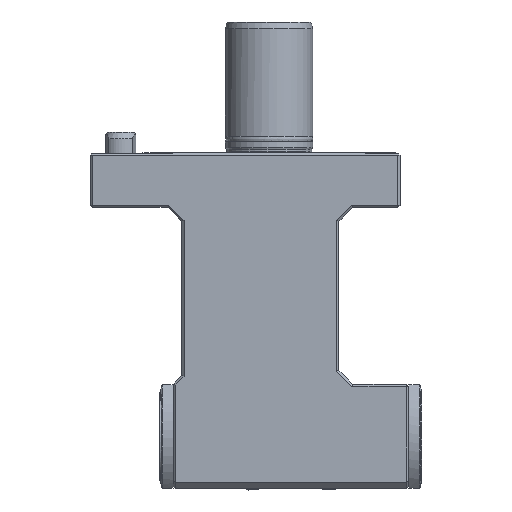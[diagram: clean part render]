
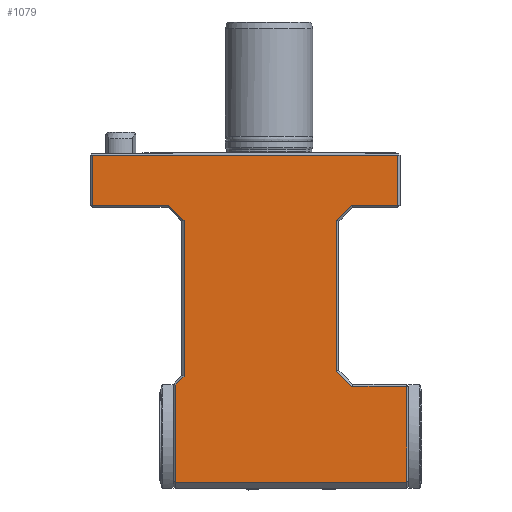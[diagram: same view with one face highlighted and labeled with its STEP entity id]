
A CAD part, front view. The second image highlights one B-rep face of the part: STEP entity #1079.
In plain terms, the highlighted planar face has unit normal (0, -1, 0).
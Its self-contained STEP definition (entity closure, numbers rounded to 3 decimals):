
#161=LINE('',#6403,#412);
#173=LINE('',#6425,#424);
#185=LINE('',#6448,#436);
#212=LINE('',#6520,#463);
#236=LINE('',#6573,#487);
#237=LINE('',#6575,#488);
#238=LINE('',#6577,#489);
#239=LINE('',#6579,#490);
#240=LINE('',#6581,#491);
#241=LINE('',#6583,#492);
#242=LINE('',#6585,#493);
#243=LINE('',#6586,#494);
#244=LINE('',#6588,#495);
#245=LINE('',#6590,#496);
#246=LINE('',#6592,#497);
#412=VECTOR('',#3740,1.);
#424=VECTOR('',#3762,1.);
#436=VECTOR('',#3786,1.);
#463=VECTOR('',#3851,1.);
#487=VECTOR('',#3897,1.);
#488=VECTOR('',#3900,1.);
#489=VECTOR('',#3901,1.);
#490=VECTOR('',#3902,1.);
#491=VECTOR('',#3903,1.);
#492=VECTOR('',#3904,1.);
#493=VECTOR('',#3905,1.);
#494=VECTOR('',#3906,1.);
#495=VECTOR('',#3907,1.);
#496=VECTOR('',#3908,1.);
#497=VECTOR('',#3909,1.);
#748=PLANE('',#3338);
#896=FACE_OUTER_BOUND('',#1459,.T.);
#1079=ADVANCED_FACE('',(#896),#748,.F.);
#1459=EDGE_LOOP('',(#1984,#1985,#1986,#1987,#1988,#1989,#1990,#1991,#1992,
#1993,#1994,#1995,#1996,#1997,#1998));
#1984=ORIENTED_EDGE('',*,*,#2830,.T.);
#1985=ORIENTED_EDGE('',*,*,#2854,.T.);
#1986=ORIENTED_EDGE('',*,*,#2917,.T.);
#1987=ORIENTED_EDGE('',*,*,#2918,.T.);
#1988=ORIENTED_EDGE('',*,*,#2919,.T.);
#1989=ORIENTED_EDGE('',*,*,#2920,.T.);
#1990=ORIENTED_EDGE('',*,*,#2921,.T.);
#1991=ORIENTED_EDGE('',*,*,#2922,.T.);
#1992=ORIENTED_EDGE('',*,*,#2889,.T.);
#1993=ORIENTED_EDGE('',*,*,#2916,.T.);
#1994=ORIENTED_EDGE('',*,*,#2923,.T.);
#1995=ORIENTED_EDGE('',*,*,#2924,.T.);
#1996=ORIENTED_EDGE('',*,*,#2925,.T.);
#1997=ORIENTED_EDGE('',*,*,#2926,.T.);
#1998=ORIENTED_EDGE('',*,*,#2842,.T.);
#2522=VERTEX_POINT('',#6404);
#2523=VERTEX_POINT('',#6405);
#2526=VERTEX_POINT('',#6424);
#2531=VERTEX_POINT('',#6447);
#2555=VERTEX_POINT('',#6513);
#2558=VERTEX_POINT('',#6521);
#2575=VERTEX_POINT('',#6572);
#2576=VERTEX_POINT('',#6576);
#2577=VERTEX_POINT('',#6578);
#2578=VERTEX_POINT('',#6580);
#2579=VERTEX_POINT('',#6582);
#2580=VERTEX_POINT('',#6584);
#2581=VERTEX_POINT('',#6587);
#2582=VERTEX_POINT('',#6589);
#2583=VERTEX_POINT('',#6591);
#2830=EDGE_CURVE('',#2522,#2523,#161,.T.);
#2842=EDGE_CURVE('',#2526,#2522,#173,.T.);
#2854=EDGE_CURVE('',#2523,#2531,#185,.T.);
#2889=EDGE_CURVE('',#2558,#2555,#212,.T.);
#2916=EDGE_CURVE('',#2555,#2575,#236,.T.);
#2917=EDGE_CURVE('',#2531,#2576,#237,.T.);
#2918=EDGE_CURVE('',#2576,#2577,#238,.T.);
#2919=EDGE_CURVE('',#2577,#2578,#239,.T.);
#2920=EDGE_CURVE('',#2578,#2579,#240,.T.);
#2921=EDGE_CURVE('',#2579,#2580,#241,.T.);
#2922=EDGE_CURVE('',#2580,#2558,#242,.T.);
#2923=EDGE_CURVE('',#2575,#2581,#243,.T.);
#2924=EDGE_CURVE('',#2581,#2582,#244,.T.);
#2925=EDGE_CURVE('',#2582,#2583,#245,.T.);
#2926=EDGE_CURVE('',#2583,#2526,#246,.T.);
#3338=AXIS2_PLACEMENT_3D('',#6593,#3910,#3911);
#3740=DIRECTION('',(1.,0.,0.));
#3762=DIRECTION('',(0.,0.,-1.));
#3786=DIRECTION('',(0.,0.,1.));
#3851=DIRECTION('',(-1.,0.,0.));
#3897=DIRECTION('',(0.,0.,-1.));
#3900=DIRECTION('',(-1.,0.,0.));
#3901=DIRECTION('',(-0.707,0.,0.707));
#3902=DIRECTION('',(0.,0.,1.));
#3903=DIRECTION('',(0.707,0.,0.707));
#3904=DIRECTION('',(1.,0.,0.));
#3905=DIRECTION('',(0.,0.,1.));
#3906=DIRECTION('',(1.,0.,0.));
#3907=DIRECTION('',(0.707,0.,-0.707));
#3908=DIRECTION('',(0.,0.,-1.));
#3909=DIRECTION('',(-0.707,0.,-0.707));
#3910=DIRECTION('',(0.,1.,0.));
#3911=DIRECTION('',(-1.,0.,0.));
#6403=CARTESIAN_POINT('',(-82.,-38.,-151.));
#6404=CARTESIAN_POINT('',(-43.,-38.,-151.));
#6405=CARTESIAN_POINT('',(63.,-38.,-151.));
#6424=CARTESIAN_POINT('',(-43.,-38.,-106.414));
#6425=CARTESIAN_POINT('',(-43.,-38.,-106.));
#6447=CARTESIAN_POINT('',(63.,-38.,-107.));
#6448=CARTESIAN_POINT('',(63.,-38.,-106.));
#6513=CARTESIAN_POINT('',(-81.,-38.,-1.));
#6520=CARTESIAN_POINT('',(-82.,-38.,-1.));
#6521=CARTESIAN_POINT('',(59.,-38.,-1.));
#6572=CARTESIAN_POINT('',(-81.,-38.,-24.));
#6573=CARTESIAN_POINT('',(-81.,-38.,-106.));
#6575=CARTESIAN_POINT('',(-82.,-38.,-107.));
#6576=CARTESIAN_POINT('',(37.886,-38.,-107.));
#6577=CARTESIAN_POINT('',(-22.557,-38.,-46.557));
#6578=CARTESIAN_POINT('',(31.,-38.,-100.114));
#6579=CARTESIAN_POINT('',(31.,-38.,-106.));
#6580=CARTESIAN_POINT('',(31.,-38.,-30.886));
#6581=CARTESIAN_POINT('',(-63.057,-38.,-124.943));
#6582=CARTESIAN_POINT('',(37.886,-38.,-24.));
#6583=CARTESIAN_POINT('',(-82.,-38.,-24.));
#6584=CARTESIAN_POINT('',(59.,-38.,-24.));
#6585=CARTESIAN_POINT('',(59.,-38.,-106.));
#6586=CARTESIAN_POINT('',(-82.,-38.,-24.));
#6587=CARTESIAN_POINT('',(-45.886,-38.,-24.));
#6588=CARTESIAN_POINT('',(-22.943,-38.,-46.943));
#6589=CARTESIAN_POINT('',(-39.,-38.,-30.886));
#6590=CARTESIAN_POINT('',(-39.,-38.,-106.));
#6591=CARTESIAN_POINT('',(-39.,-38.,-102.414));
#6592=CARTESIAN_POINT('',(-62.293,-38.,-125.707));
#6593=CARTESIAN_POINT('',(-82.,-38.,-106.));
